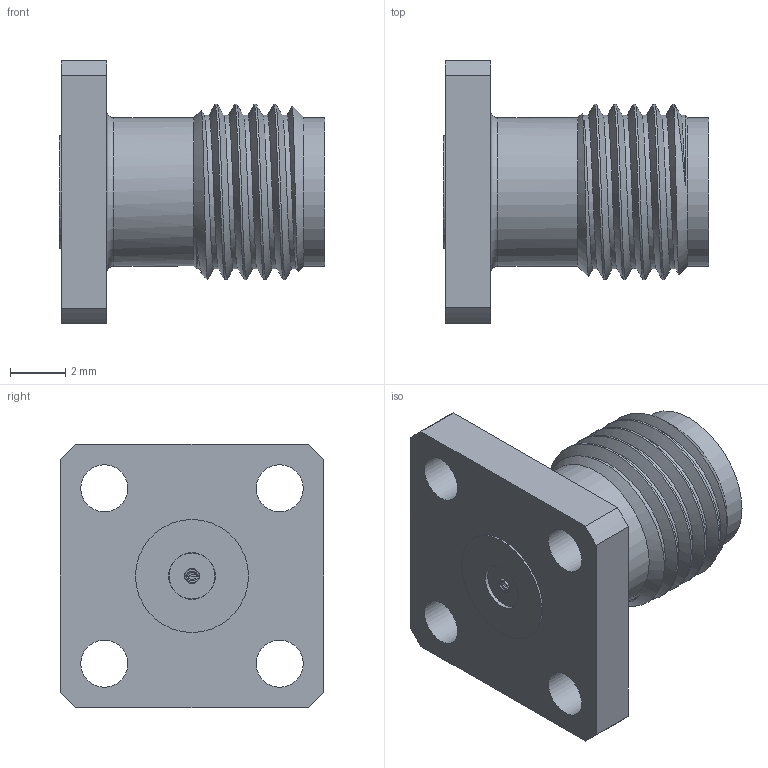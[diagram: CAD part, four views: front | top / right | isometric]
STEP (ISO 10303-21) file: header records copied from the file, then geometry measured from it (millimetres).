
FILE_DESCRIPTION(/* description */ ('Unknown'),/* implementation_level */ '2;1');
FILE_NAME(/* name */ 'FRF27-005NM SMA 12mil Assembly3D Model',/* time_stamp */ '2023-08-09T09:26:19-07:00',/* author */ ('Unknown'),/* organization */ ('Unknown'),/* preprocessor_version */ 'ST-DEVELOPER v18.102',/* originating_system */ 'Solid Edge',/* authorisation */ 'Unknown');
FILE_SCHEMA (('AUTOMOTIVE_DESIGN {1 0 10303 214 3 1 1}'));
Length unit declared in the file: millimetre
Products named in the file (1): FRF27-005NM SMA 12mil Assembly3D Model
Bounding box: 9.63 x 9.53 x 9.53 mm (x, y, z)
Volume: 296.2 mm3; surface area: 482.5 mm2
Topology: 1 solids, 1 shells, 73 faces, 187 edges, 125 vertices
Faces by surface type: plane 31, cylinder 23, bspline 14, cone 4, torus 1
Full cylindrical faces by diameter (mm): 0.559 x1, 1.664 x1, 1.689 x1, 1.702 x4, 3.658 x1, 3.683 x1, 4.089 x1, 4.613 x1, 5.37 x2
Entity records: 3453 total; most frequent: CARTESIAN_POINT 1391, ORIENTED_EDGE 318, DIRECTION 272, EDGE_CURVE 159, AXIS2_PLACEMENT_3D 118, VERTEX_POINT 115, EDGE_LOOP 106, FACE_BOUND 106
